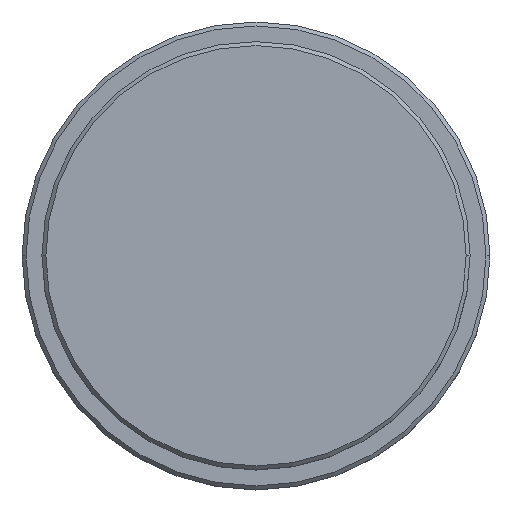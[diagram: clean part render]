
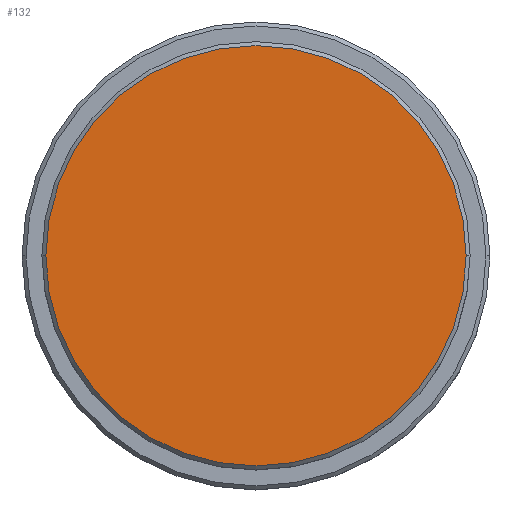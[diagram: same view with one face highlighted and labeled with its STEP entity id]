
A CAD part, top view. The second image highlights one B-rep face of the part: STEP entity #132.
In plain terms, the highlighted planar face has unit normal (0, 0, 1).
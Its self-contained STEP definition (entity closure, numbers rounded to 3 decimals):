
#2 = PLANE ( 'NONE',  #426 ) ;
#98 = CIRCLE ( 'NONE', #143, 26.5 ) ;
#132 = ADVANCED_FACE ( 'NONE', ( #549 ), #2, .T. ) ;
#143 = AXIS2_PLACEMENT_3D ( 'NONE', #854, #1086, #1196 ) ;
#191 = EDGE_LOOP ( 'NONE', ( #370, #1188 ) ) ;
#221 = DIRECTION ( 'NONE',  ( 0., 0., 1. ) ) ;
#354 = VERTEX_POINT ( 'NONE', #1279 ) ;
#370 = ORIENTED_EDGE ( 'NONE', *, *, #1076, .T. ) ;
#406 = DIRECTION ( 'NONE',  ( 0., 0., 1. ) ) ;
#426 = AXIS2_PLACEMENT_3D ( 'NONE', #1255, #221, #1109 ) ;
#443 = EDGE_CURVE ( 'NONE', #354, #553, #98, .T. ) ;
#549 = FACE_OUTER_BOUND ( 'NONE', #191, .T. ) ;
#553 = VERTEX_POINT ( 'NONE', #1340 ) ;
#585 = DIRECTION ( 'NONE',  ( 1., 0., 0. ) ) ;
#854 = CARTESIAN_POINT ( 'NONE',  ( 0., 0., 0. ) ) ;
#857 = CIRCLE ( 'NONE', #932, 26.5 ) ;
#932 = AXIS2_PLACEMENT_3D ( 'NONE', #1062, #406, #585 ) ;
#1062 = CARTESIAN_POINT ( 'NONE',  ( 0., 0., 0. ) ) ;
#1076 = EDGE_CURVE ( 'NONE', #553, #354, #857, .T. ) ;
#1086 = DIRECTION ( 'NONE',  ( 0., 0., 1. ) ) ;
#1109 = DIRECTION ( 'NONE',  ( 1., 0., 0. ) ) ;
#1188 = ORIENTED_EDGE ( 'NONE', *, *, #443, .T. ) ;
#1196 = DIRECTION ( 'NONE',  ( 1., 0., 0. ) ) ;
#1255 = CARTESIAN_POINT ( 'NONE',  ( 0., 0., 0. ) ) ;
#1279 = CARTESIAN_POINT ( 'NONE',  ( 26.5, 0., 0. ) ) ;
#1340 = CARTESIAN_POINT ( 'NONE',  ( -26.5, 0., 0. ) ) ;
